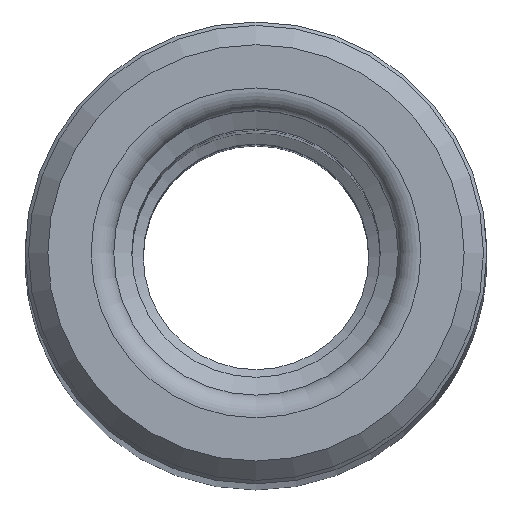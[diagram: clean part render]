
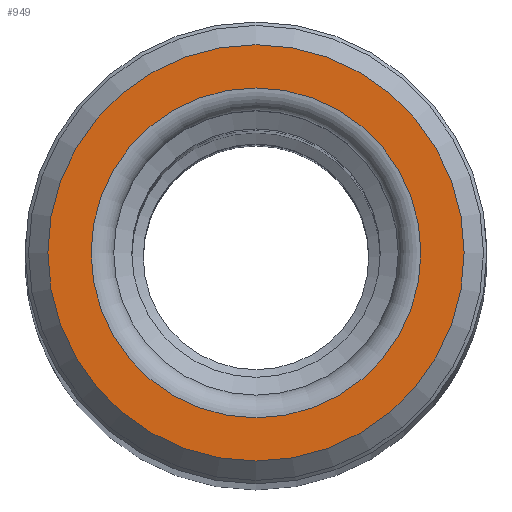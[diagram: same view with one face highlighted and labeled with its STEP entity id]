
A CAD part, top view. The second image highlights one B-rep face of the part: STEP entity #949.
In plain terms, the highlighted planar face has unit normal (0, 0, 1).
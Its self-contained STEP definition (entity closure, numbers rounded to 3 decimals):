
#39=PLANE('',#1022);
#116=ORIENTED_EDGE('',*,*,#239,.F.);
#117=ORIENTED_EDGE('',*,*,#240,.T.);
#239=EDGE_CURVE('',#302,#302,#349,.T.);
#240=EDGE_CURVE('',#303,#303,#350,.F.);
#302=VERTEX_POINT('',#1360);
#303=VERTEX_POINT('',#1362);
#349=CIRCLE('',#1023,7.25);
#350=CIRCLE('',#1024,9.15);
#393=EDGE_LOOP('',(#116));
#394=EDGE_LOOP('',(#117));
#487=FACE_BOUND('',#393,.T.);
#488=FACE_BOUND('',#394,.T.);
#949=ADVANCED_FACE('',(#487,#488),#39,.F.);
#1022=AXIS2_PLACEMENT_3D('',#1358,#1148,#1149);
#1023=AXIS2_PLACEMENT_3D('',#1359,#1150,#1151);
#1024=AXIS2_PLACEMENT_3D('',#1361,#1152,#1153);
#1148=DIRECTION('',(0.,0.,-1.));
#1149=DIRECTION('',(-1.,0.,0.));
#1150=DIRECTION('',(0.,0.,1.));
#1151=DIRECTION('',(1.,0.,0.));
#1152=DIRECTION('',(0.,0.,-1.));
#1153=DIRECTION('',(-1.,0.,0.));
#1358=CARTESIAN_POINT('',(10.,0.,181.5));
#1359=CARTESIAN_POINT('',(0.,0.,181.5));
#1360=CARTESIAN_POINT('',(7.25,0.,181.5));
#1361=CARTESIAN_POINT('',(0.,0.,181.5));
#1362=CARTESIAN_POINT('',(-9.15,0.,181.5));
